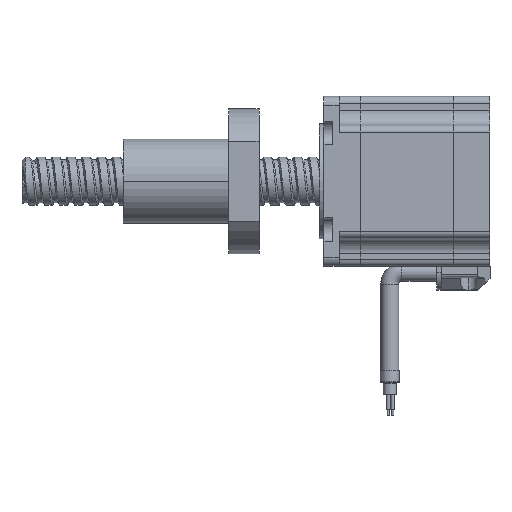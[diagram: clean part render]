
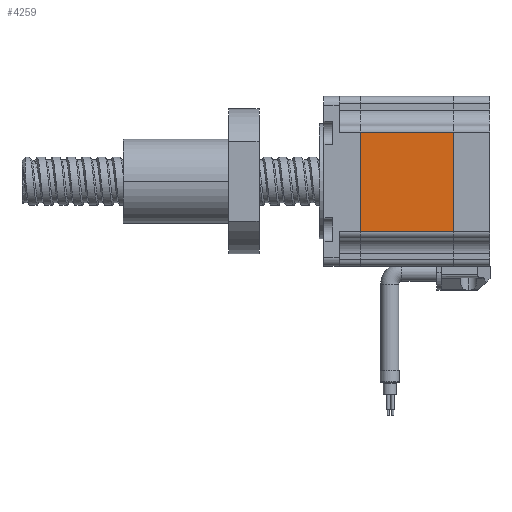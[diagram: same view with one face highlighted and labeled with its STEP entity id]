
A CAD part, left-side view. The second image highlights one B-rep face of the part: STEP entity #4259.
In plain terms, the highlighted planar face has unit normal (-1, 0, 0).
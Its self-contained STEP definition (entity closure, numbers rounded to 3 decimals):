
#769 = DIRECTION ( 'NONE',  ( 1., 0., 0. ) ) ;
#1427 = ORIENTED_EDGE ( 'NONE', *, *, #1734, .T. ) ;
#1441 = EDGE_CURVE ( 'NONE', #1547, #9530, #16191, .T. ) ;
#1547 = VERTEX_POINT ( 'NONE', #14585 ) ;
#1643 = CARTESIAN_POINT ( 'NONE',  ( -28.1, -50., -16.7 ) ) ;
#1734 = EDGE_CURVE ( 'NONE', #1547, #10441, #14219, .T. ) ;
#1905 = DIRECTION ( 'NONE',  ( 0., 1., 0. ) ) ;
#1944 = CARTESIAN_POINT ( 'NONE',  ( -28.1, -7.001, 16.3 ) ) ;
#2390 = CARTESIAN_POINT ( 'NONE',  ( -28.1, -37.99, 25.1 ) ) ;
#3151 = VECTOR ( 'NONE', #3990, 1000. ) ;
#3404 = EDGE_LOOP ( 'NONE', ( #8695, #1427, #10841, #9238 ) ) ;
#3990 = DIRECTION ( 'NONE',  ( 0., 0., -1. ) ) ;
#4259 = ADVANCED_FACE ( 'NONE', ( #9338 ), #14572, .F. ) ;
#4526 = LINE ( 'NONE', #6580, #10761 ) ;
#5542 = EDGE_CURVE ( 'NONE', #9530, #10522, #17725, .T. ) ;
#6578 = CARTESIAN_POINT ( 'NONE',  ( -28.1, -37.99, -16.7 ) ) ;
#6580 = CARTESIAN_POINT ( 'NONE',  ( -28.1, -7.001, 25.1 ) ) ;
#8695 = ORIENTED_EDGE ( 'NONE', *, *, #1441, .F. ) ;
#9238 = ORIENTED_EDGE ( 'NONE', *, *, #5542, .F. ) ;
#9338 = FACE_OUTER_BOUND ( 'NONE', #3404, .T. ) ;
#9530 = VERTEX_POINT ( 'NONE', #6578 ) ;
#10441 = VERTEX_POINT ( 'NONE', #1944 ) ;
#10466 = CARTESIAN_POINT ( 'NONE',  ( -28.1, -50., 16.3 ) ) ;
#10522 = VERTEX_POINT ( 'NONE', #13819 ) ;
#10761 = VECTOR ( 'NONE', #13309, 1000. ) ;
#10841 = ORIENTED_EDGE ( 'NONE', *, *, #17911, .F. ) ;
#11894 = AXIS2_PLACEMENT_3D ( 'NONE', #18464, #769, #19949 ) ;
#13309 = DIRECTION ( 'NONE',  ( 0., 0., 1. ) ) ;
#13819 = CARTESIAN_POINT ( 'NONE',  ( -28.1, -7.001, -16.7 ) ) ;
#14219 = LINE ( 'NONE', #10466, #16269 ) ;
#14572 = PLANE ( 'NONE',  #11894 ) ;
#14585 = CARTESIAN_POINT ( 'NONE',  ( -28.1, -37.99, 16.3 ) ) ;
#16191 = LINE ( 'NONE', #2390, #3151 ) ;
#16269 = VECTOR ( 'NONE', #1905, 1000. ) ;
#17725 = LINE ( 'NONE', #1643, #22365 ) ;
#17911 = EDGE_CURVE ( 'NONE', #10522, #10441, #4526, .T. ) ;
#18464 = CARTESIAN_POINT ( 'NONE',  ( -28.1, 5., 25.1 ) ) ;
#19949 = DIRECTION ( 'NONE',  ( 0., 0., -1. ) ) ;
#21045 = DIRECTION ( 'NONE',  ( 0., 1., 0. ) ) ;
#22365 = VECTOR ( 'NONE', #21045, 1000. ) ;
